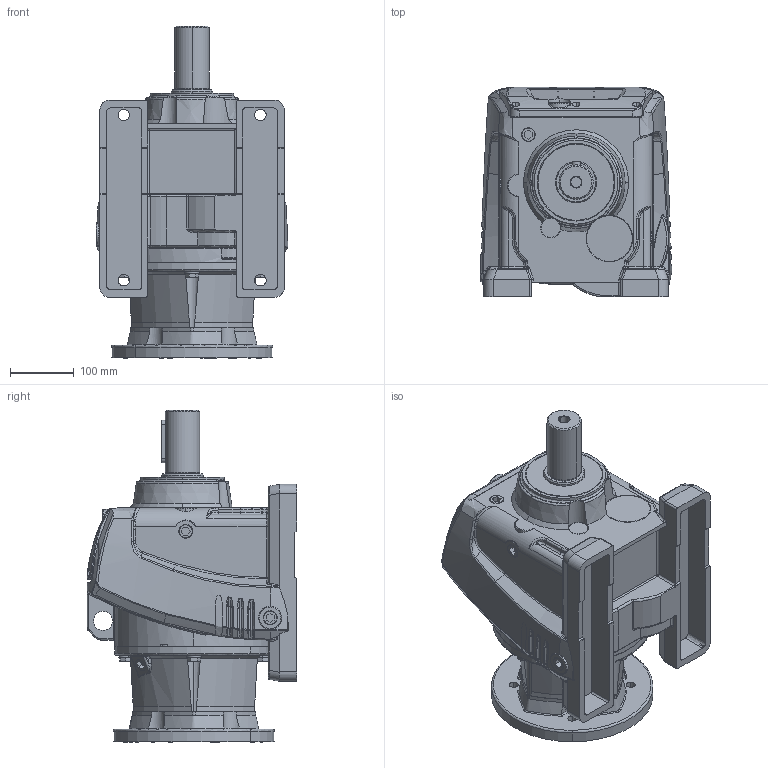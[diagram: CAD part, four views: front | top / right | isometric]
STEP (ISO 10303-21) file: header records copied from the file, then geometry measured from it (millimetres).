
FILE_DESCRIPTION (( 'STEP AP214' ), '1' );
FILE_NAME ('HGR-87-005-E.STEP', '2018-02-14T16:16:05', ( '' ), ( '' ), 'SwSTEP 2.0', 'SolidWorks 2017', '' );
FILE_SCHEMA (( 'AUTOMOTIVE_DESIGN' ));
Length unit declared in the file: inch
Products named in the file (1): HGR-87-005-E
Bounding box: 301.8 x 330 x 522.5 mm (x, y, z)
Volume: 20290930.9 mm3; surface area: 1096774 mm2
Topology: 29 solids, 29 shells, 1389 faces, 3451 edges, 2121 vertices
Faces by surface type: bspline 646, plane 326, cylinder 321, cone 96
Entity records: 97063 total; most frequent: CARTESIAN_POINT 69015, ORIENTED_EDGE 6826, DIRECTION 4132, EDGE_CURVE 3413, VERTEX_POINT 2121, AXIS2_PLACEMENT_3D 1587, B_SPLINE_CURVE_WITH_KNOTS 1545, EDGE_LOOP 1468
